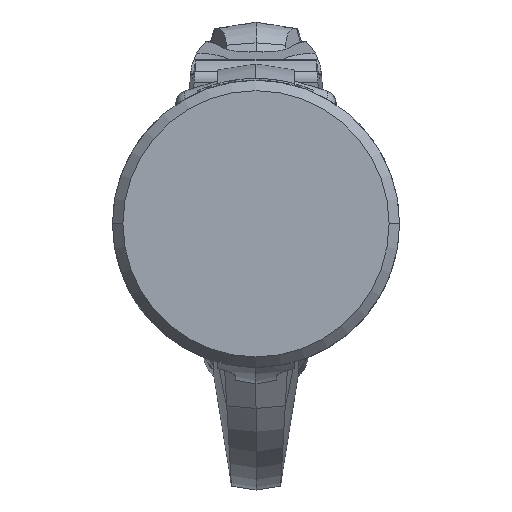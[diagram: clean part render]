
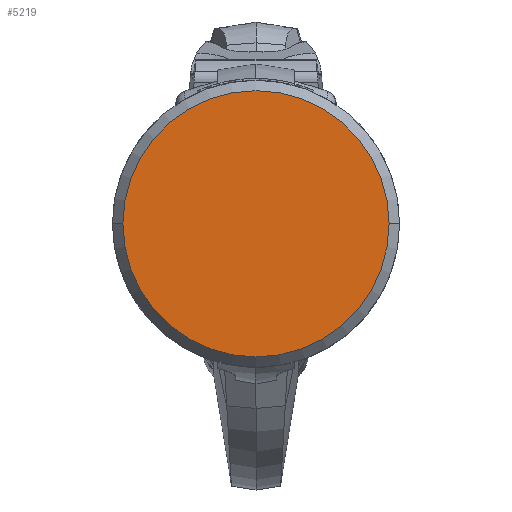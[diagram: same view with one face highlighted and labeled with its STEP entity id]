
A CAD part, front view. The second image highlights one B-rep face of the part: STEP entity #5219.
In plain terms, the highlighted planar face has unit normal (0, -1, 0).
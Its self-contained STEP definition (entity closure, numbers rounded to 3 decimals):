
#6=CARTESIAN_POINT('',(0.,0.,0.));
#7=DIRECTION('',(0.,-1.,0.));
#8=DIRECTION('',(1.,0.,0.));
#9=AXIS2_PLACEMENT_3D('',#6,#7,#8);
#3905=CARTESIAN_POINT('',(0.,0.,0.));
#3906=DIRECTION('',(0.,1.,0.));
#3907=DIRECTION('',(1.,0.,0.));
#3908=AXIS2_PLACEMENT_3D('',#3905,#3906,#3907);
#4918=CARTESIAN_POINT('',(38.25,0.,0.));
#4919=CARTESIAN_POINT('',(-38.25,0.,0.));
#4920=VERTEX_POINT('',#4918);
#4921=VERTEX_POINT('',#4919);
#5208=CARTESIAN_POINT('',(0.,0.,0.));
#5209=DIRECTION('',(0.,-1.,0.));
#5210=DIRECTION('',(-1.,0.,0.));
#5211=AXIS2_PLACEMENT_3D('',#5208,#5209,#5210);
#5212=PLANE('',#5211);
#5214=ORIENTED_EDGE('',*,*,#5213,.F.);
#5216=ORIENTED_EDGE('',*,*,#5215,.T.);
#5217=EDGE_LOOP('',(#5214,#5216));
#5218=FACE_OUTER_BOUND('',#5217,.F.);
#5219=ADVANCED_FACE('',(#5218),#5212,.T.);
#10=CIRCLE('',#9,38.25);
#3909=CIRCLE('',#3908,38.25);
#5213=EDGE_CURVE('',#4920,#4921,#10,.T.);
#5215=EDGE_CURVE('',#4920,#4921,#3909,.T.);
